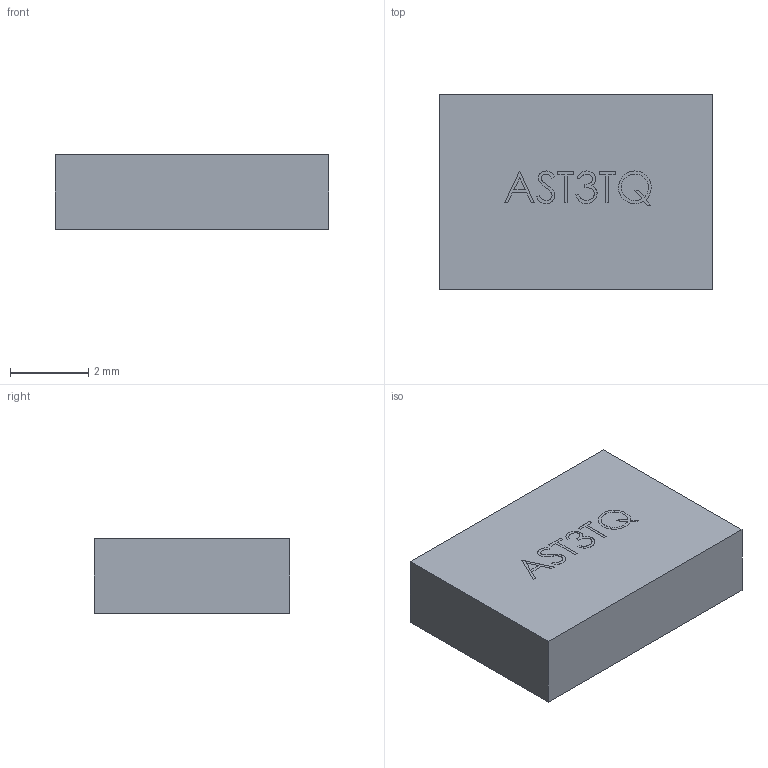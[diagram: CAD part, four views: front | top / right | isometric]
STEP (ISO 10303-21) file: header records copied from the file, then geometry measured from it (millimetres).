
FILE_DESCRIPTION (( 'STEP AP214' ), '1' );
FILE_NAME ('AST3TQ.STEP', '2014-01-20T07:27:48', ( '' ), ( '' ), 'SwSTEP 2.0', 'SolidWorks 2012', '' );
FILE_SCHEMA (( 'AUTOMOTIVE_DESIGN' ));
Length unit declared in the file: millimetre
Products named in the file (1): AST3TQ
Bounding box: 7 x 5 x 1.9 mm (x, y, z)
Volume: 66.5 mm3; surface area: 115.6 mm2
Topology: 1 solids, 1 shells, 101 faces, 284 edges, 203 vertices
Faces by surface type: plane 62, bspline 39
Entity records: 5428 total; most frequent: CARTESIAN_POINT 2812, ORIENTED_EDGE 568, DIRECTION 332, EDGE_CURVE 284, VECTOR 206, LINE 206, VERTEX_POINT 203, EDGE_LOOP 119
